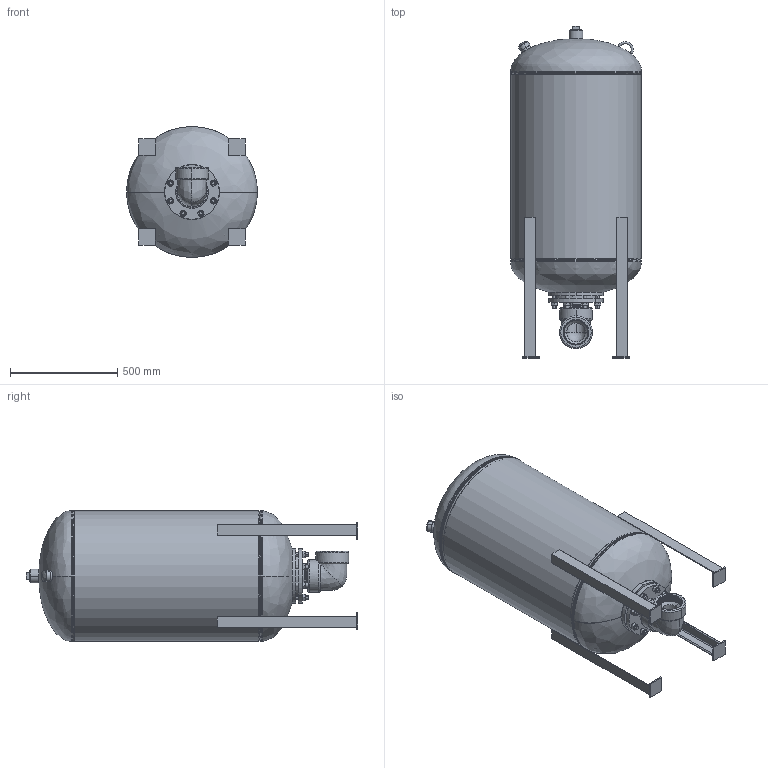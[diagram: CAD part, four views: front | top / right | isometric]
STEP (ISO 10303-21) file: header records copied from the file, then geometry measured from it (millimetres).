
FILE_DESCRIPTION (( 'STEP AP203' ), '1' );
FILE_NAME ('SSA-300.STEP', '2021-03-16T14:01:55', ( '' ), ( '' ), 'SwSTEP 2.0', 'SolidWorks 2021', '' );
FILE_SCHEMA (( 'CONFIG_CONTROL_DESIGN' ));
Length unit declared in the file: inch
Products named in the file (28): 9421065_4513K214; 9801512; 9800534; 9800497.4_7727K447; 99B0879; 9400058; Couplings_9800484; 21H0243_.8125in hole; SSA-300; 9500000; 9200140; 9400540; 99M3500_HHJNUT 0.7500-10-D-N; 99T2402; 9400045; 21H0244; 9800185_SSA 300; 9301093_44615K132; 9800620_HHNUT 0.6250-11-D-N; 9800453; Couplings_9500564; 9100290_25.5; 99H3606_PreviewCfg; 9800460_03-34; 21H0243; PLUGS_9500170; 9800512
Assembly tree (48 placements, depth 3):
  SSA-300
    99B0879
    9200140
    9200140
    9500000
    9800460_03-34
    Couplings_9500564
    Couplings_9800484
    PLUGS_9500170
    9421065_4513K214
    9800512
    9301093_44615K132
    9800497.4_7727K447
    9801512
    9400058
    9400045
    9800534  x8
    9800620_HHNUT 0.6250-11-D-N  x8
    9400540
    9800185_SSA 300
    9800453
      21H0243
      21H0244
      21H0243_.8125in hole
      99H3606_PreviewCfg
      99M3500_HHJNUT 0.7500-10-D-N  x2
    9100290_25.5  x4
    99T2402  x4
Bounding box: 609.6 x 1544.42 x 609.6 mm (x, y, z)
Volume: 19629994.8 mm3; surface area: 9057047.8 mm2
Topology: 49 solids, 49 shells, 1634 faces, 4130 edges, 2516 vertices
Faces by surface type: plane 682, cone 590, cylinder 271, torus 60, bspline 26, sphere 5
Full cylindrical faces by diameter (mm): 600.862 x1, 607.212 x1
Entity records: 64650 total; most frequent: CARTESIAN_POINT 27612, DIRECTION 7247, ORIENTED_EDGE 6940, EDGE_CURVE 3470, AXIS2_PLACEMENT_3D 2693, VERTEX_POINT 2138, LINE 1861, VECTOR 1861
